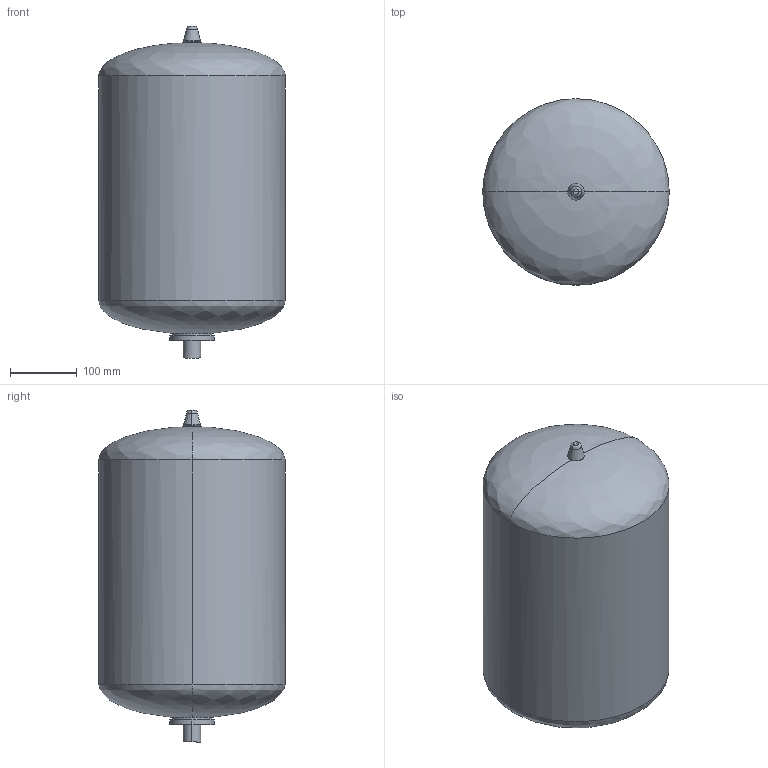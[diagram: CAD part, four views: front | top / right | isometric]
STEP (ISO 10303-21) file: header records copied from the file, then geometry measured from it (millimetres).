
FILE_DESCRIPTION(('CATIA V5 STEP Exchange','CAx-IF Rec.Pracs.--- Model Styling and Organization---1.4--- 2014-01-23','CAx-IF Rec.Pracs.---3D Tessellated Data Validation Properties---0.5---2014-09-14'),'2;1');
FILE_NAME('STEP_259025_-_TST.stp','2020-06-25T06:05:11+00:00',('none'),('none'),'CATIA Version 5-6 Release 2019 SP3','CATIA V5 STEP AP242 v1','none');
FILE_SCHEMA(('AP242_MANAGED_MODEL_BASED_3D_ENGINEERING_MIM_LF {1 0 10303 442 1 1 4}'));
Length unit declared in the file: millimetre
Products named in the file (1): 259025 - TST
Bounding box: 280 x 280 x 499.02 mm (x, y, z)
Volume: 24973375.1 mm3; surface area: 456607.3 mm2
Topology: 1 solids, 1 shells, 48 faces, 138 edges, 92 vertices
Faces by surface type: cylinder 14, torus 12, plane 10, bspline 6, cone 6
Entity records: 2915 total; most frequent: CARTESIAN_POINT 1713, ORIENTED_EDGE 276, DIRECTION 167, EDGE_CURVE 138, AXIS2_PLACEMENT_3D 97, VERTEX_POINT 92, CIRCLE 53, EDGE_LOOP 48
